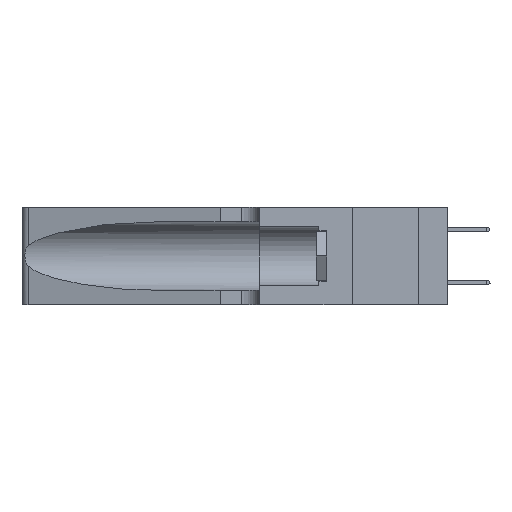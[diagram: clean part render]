
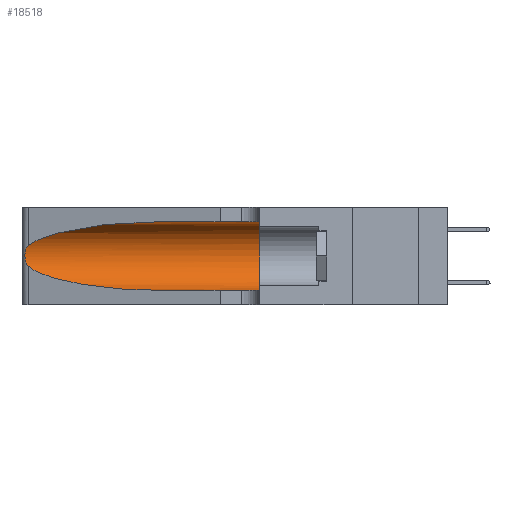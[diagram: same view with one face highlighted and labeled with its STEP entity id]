
A CAD part, left-side view. The second image highlights one B-rep face of the part: STEP entity #18518.
In plain terms, the highlighted cylindrical face has radius 3.308 mm (diameter 6.617 mm), a partial arc.
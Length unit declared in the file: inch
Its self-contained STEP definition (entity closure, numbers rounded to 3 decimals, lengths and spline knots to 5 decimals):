
#1046 = CARTESIAN_POINT ( 'NONE',  ( 0.25487, 1.22718, 0.14631 ) ) ;
#1562 = EDGE_CURVE ( 'NONE', #5218, #11108, #32809, .T. ) ;
#1926 = CARTESIAN_POINT ( 'NONE',  ( 0.25854, 1.2359, 0.20912 ) ) ;
#2317 = EDGE_CURVE ( 'NONE', #7704, #5218, #7931, .T. ) ;
#2324 = DIRECTION ( 'NONE',  ( 0., 0., 1. ) ) ;
#2433 = DIRECTION ( 'NONE',  ( 0., 0., -1. ) ) ;
#4929 = CARTESIAN_POINT ( 'NONE',  ( 0.26075, 1.23896, 0.19203 ) ) ;
#5218 = VERTEX_POINT ( 'NONE', #36067 ) ;
#7392 = CARTESIAN_POINT ( 'NONE',  ( 0.1305, 0.72297, 0.05475 ) ) ;
#7560 = VERTEX_POINT ( 'NONE', #32965 ) ;
#7704 = VERTEX_POINT ( 'NONE', #24573 ) ;
#7898 = CARTESIAN_POINT ( 'NONE',  ( 0.26017, 1.23833, 0.17102 ) ) ;
#7931 = B_SPLINE_CURVE_WITH_KNOTS ( 'NONE', 3,
 ( #10772, #28638, #37639, #19754, #1926, #22744, #4929, #25733, #7898, #28778, #10899, #31774, #13890, #34769 ),
 .UNSPECIFIED., .F., .F.,
 ( 4, 2, 2, 2, 2, 2, 4 ),
 ( 0., 0.00027, 0.00053, 0.00107, 0.0016, 0.00187, 0.00214 ),
 .UNSPECIFIED. ) ;
#8074 = ORIENTED_EDGE ( 'NONE', *, *, #2317, .T. ) ;
#8567 = EDGE_CURVE ( 'NONE', #36274, #7704, #21777, .T. ) ;
#9150 = ORIENTED_EDGE ( 'NONE', *, *, #14128, .T. ) ;
#9903 = CARTESIAN_POINT ( 'NONE',  ( 0.18966, 0.96281, 0.05475 ) ) ;
#10000 = CARTESIAN_POINT ( 'NONE',  ( 0.1305, 0.72297, 0.31525 ) ) ;
#10115 = DIRECTION ( 'NONE',  ( 0., -1., 0. ) ) ;
#10772 = CARTESIAN_POINT ( 'NONE',  ( 0.25487, 1.22718, 0.22369 ) ) ;
#10899 = CARTESIAN_POINT ( 'NONE',  ( 0.25789, 1.23486, 0.15765 ) ) ;
#11108 = VERTEX_POINT ( 'NONE', #7392 ) ;
#11953 = LINE ( 'NONE', #15385, #25931 ) ;
#13890 = CARTESIAN_POINT ( 'NONE',  ( 0.25555, 1.22993, 0.14849 ) ) ;
#14084 = CARTESIAN_POINT ( 'NONE',  ( 0.25487, 1.22718, 0.22369 ) ) ;
#14128 = EDGE_CURVE ( 'NONE', #11108, #7560, #26495, .T. ) ;
#15385 = CARTESIAN_POINT ( 'NONE',  ( 0.1305, 1.61858, 0.31525 ) ) ;
#15900 = CARTESIAN_POINT ( 'NONE',  ( 0.2373, 1.15595, 0.08982 ) ) ;
#16776 = ORIENTED_EDGE ( 'NONE', *, *, #8567, .T. ) ;
#17351 = FACE_OUTER_BOUND ( 'NONE', #32874, .T. ) ;
#18188 = ORIENTED_EDGE ( 'NONE', *, *, #26576, .F. ) ;
#18518 = ADVANCED_FACE ( 'NONE', ( #17351 ), #23419, .F. ) ;
#19186 = AXIS2_PLACEMENT_3D ( 'NONE', #35132, #20269, #2433 ) ;
#19754 = CARTESIAN_POINT ( 'NONE',  ( 0.25787, 1.23484, 0.2124 ) ) ;
#20164 = DIRECTION ( 'NONE',  ( 0., 1., 0. ) ) ;
#20269 = DIRECTION ( 'NONE',  ( 0., -1., 0. ) ) ;
#20984 = ORIENTED_EDGE ( 'NONE', *, *, #35463, .F. ) ;
#21777 =( BOUNDED_CURVE ( )  B_SPLINE_CURVE ( 3, ( #22946, #37828, #31971, #14084 ),
 .UNSPECIFIED., .F., .F. ) 
 B_SPLINE_CURVE_WITH_KNOTS ( ( 4, 4 ),
 ( 1.5708, 2.84003 ),
 .UNSPECIFIED. ) 
 CURVE ( )  GEOMETRIC_REPRESENTATION_ITEM ( )  RATIONAL_B_SPLINE_CURVE ( ( 1., 0.87, 0.87, 1. ) ) 
 REPRESENTATION_ITEM ( '' )  );
#21868 = CARTESIAN_POINT ( 'NONE',  ( 0.1305, 0.72297, 0.05475 ) ) ;
#22744 = CARTESIAN_POINT ( 'NONE',  ( 0.26018, 1.23835, 0.19895 ) ) ;
#22946 = CARTESIAN_POINT ( 'NONE',  ( 0.1305, 0.72297, 0.31525 ) ) ;
#23419 = CYLINDRICAL_SURFACE ( 'NONE', #19186, 0.13025 ) ;
#24573 = CARTESIAN_POINT ( 'NONE',  ( 0.25487, 1.22718, 0.22369 ) ) ;
#25403 = CARTESIAN_POINT ( 'NONE',  ( 0.1305, 0.35, 0.31525 ) ) ;
#25733 = CARTESIAN_POINT ( 'NONE',  ( 0.26075, 1.23896, 0.178 ) ) ;
#25931 = VECTOR ( 'NONE', #30389, 39.37008 ) ;
#26370 = ORIENTED_EDGE ( 'NONE', *, *, #1562, .T. ) ;
#26495 = LINE ( 'NONE', #27973, #33550 ) ;
#26576 = EDGE_CURVE ( 'NONE', #37616, #7560, #35782, .T. ) ;
#27973 = CARTESIAN_POINT ( 'NONE',  ( 0.1305, 1.61858, 0.05475 ) ) ;
#28638 = CARTESIAN_POINT ( 'NONE',  ( 0.25555, 1.22994, 0.2215 ) ) ;
#28778 = CARTESIAN_POINT ( 'NONE',  ( 0.25856, 1.23593, 0.16098 ) ) ;
#30389 = DIRECTION ( 'NONE',  ( 0., -1., 0. ) ) ;
#31774 = CARTESIAN_POINT ( 'NONE',  ( 0.25639, 1.23186, 0.15144 ) ) ;
#31971 = CARTESIAN_POINT ( 'NONE',  ( 0.2373, 1.15595, 0.28018 ) ) ;
#32809 =( BOUNDED_CURVE ( )  B_SPLINE_CURVE ( 3, ( #1046, #15900, #9903, #21868 ),
 .UNSPECIFIED., .F., .T. ) 
 B_SPLINE_CURVE_WITH_KNOTS ( ( 4, 4 ),
 ( 3.44316, 4.71239 ),
 .UNSPECIFIED. ) 
 CURVE ( )  GEOMETRIC_REPRESENTATION_ITEM ( )  RATIONAL_B_SPLINE_CURVE ( ( 1., 0.87, 0.87, 1. ) ) 
 REPRESENTATION_ITEM ( '' )  );
#32874 = EDGE_LOOP ( 'NONE', ( #16776, #8074, #26370, #9150, #18188, #20984 ) ) ;
#32881 = AXIS2_PLACEMENT_3D ( 'NONE', #38010, #20164, #2324 ) ;
#32965 = CARTESIAN_POINT ( 'NONE',  ( 0.1305, 0.35, 0.05475 ) ) ;
#33550 = VECTOR ( 'NONE', #10115, 39.37008 ) ;
#34769 = CARTESIAN_POINT ( 'NONE',  ( 0.25487, 1.22718, 0.14631 ) ) ;
#35132 = CARTESIAN_POINT ( 'NONE',  ( 0.1305, 1.61858, 0.185 ) ) ;
#35463 = EDGE_CURVE ( 'NONE', #36274, #37616, #11953, .T. ) ;
#35782 = CIRCLE ( 'NONE', #32881, 0.13025 ) ;
#36067 = CARTESIAN_POINT ( 'NONE',  ( 0.25487, 1.22718, 0.14631 ) ) ;
#36274 = VERTEX_POINT ( 'NONE', #10000 ) ;
#37616 = VERTEX_POINT ( 'NONE', #25403 ) ;
#37639 = CARTESIAN_POINT ( 'NONE',  ( 0.25639, 1.23184, 0.21858 ) ) ;
#37828 = CARTESIAN_POINT ( 'NONE',  ( 0.18966, 0.96281, 0.31525 ) ) ;
#38010 = CARTESIAN_POINT ( 'NONE',  ( 0.1305, 0.35, 0.185 ) ) ;
